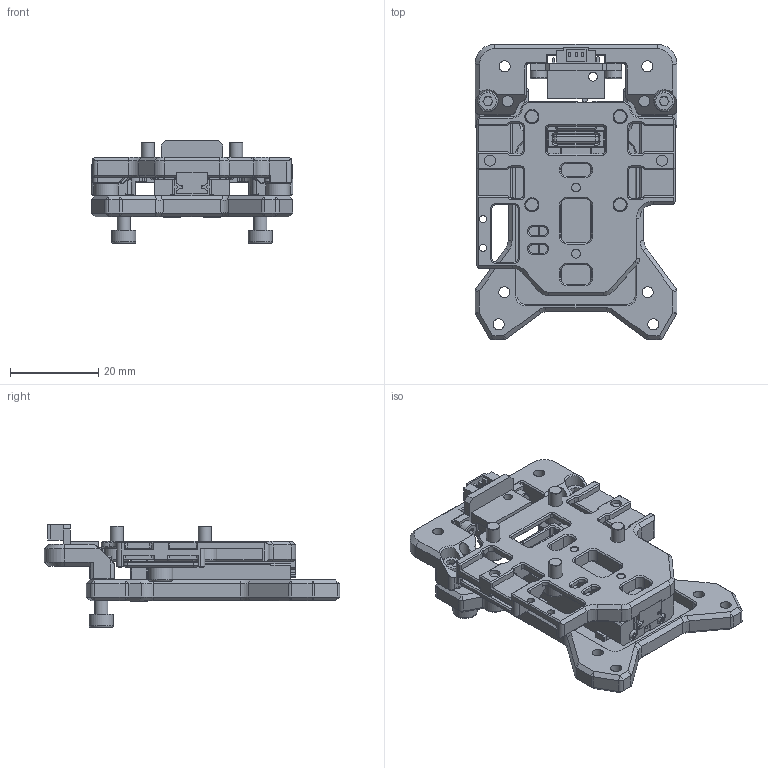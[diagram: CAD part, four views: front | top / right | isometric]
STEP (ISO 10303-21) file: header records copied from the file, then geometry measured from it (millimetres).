
FILE_DESCRIPTION(/* description */ (''),/* implementation_level */ '2;1');
FILE_NAME(/* name */ 'CNC VORON TAP V1.0.step',/* time_stamp */ '2024-08-29T21:29:15+08:00',/* author */ (''),/* organization */ (''),/* preprocessor_version */ 'ST-DEVELOPER v20',/* originating_system */ 'Autodesk Translation Framework v13.14.0.145',/* authorisation */ '');
FILE_SCHEMA (('AUTOMOTIVE_DESIGN { 1 0 10303 214 3 1 1 }'));
Length unit declared in the file: millimetre
Products named in the file (16): CNC VORON TAP V1.0; MGN7; Rail_BaseModel20221201115606(2); NEZI-M2x6L-2_BaseModel20221201115606(2); x carriage center1_7(2); CNC_Tap_Sensor; hexagon socket head cap screws gb_GB_FASTENER_SCREWS_HSHCS M3X5-N(2); hexagon socket head cap screws gb_GB_FASTENER_SCREWS_HSHCS M2.5X6-N(2
); hexagon socket head cap screws gb_GB_FASTENER_SCREWS_HSHCS M2X4-N(2); hexagon socket head cap screws gb_GB_FASTENER_SCREWS_HSHCS M3X12-N(2); Sensor fixing seat1; Tool head mounting plate1; Magnet bracket; MGN7-H-1.step.step; Magnet; M2x4 FHCS
Assembly tree (29 placements, depth 3):
  CNC VORON TAP V1.0
    MGN7
      Rail_BaseModel20221201115606(2)
      NEZI-M2x6L-2_BaseModel20221201115606(2)  x2
    x carriage center1_7(2)
    CNC_Tap_Sensor
    hexagon socket head cap screws gb_GB_FASTENER_SCREWS_HSHCS M3X5-N(2)  x6
    hexagon socket head cap screws gb_GB_FASTENER_SCREWS_HSHCS M2.5X6-N(2
)  x2
    hexagon socket head cap screws gb_GB_FASTENER_SCREWS_HSHCS M2X4-N(2)  x2
    hexagon socket head cap screws gb_GB_FASTENER_SCREWS_HSHCS M3X12-N(2)  x2
    Sensor fixing seat1
    Tool head mounting plate1
    Magnet bracket
    MGN7-H-1.step.step
    Magnet
    M2x4 FHCS  x6
Bounding box: 45.8 x 66.97 x 23.33 mm (x, y, z)
Volume: 16768.8 mm3; surface area: 19220.8 mm2
Topology: 32 solids, 32 shells, 2041 faces, 5086 edges, 3129 vertices
Faces by surface type: plane 1322, cylinder 368, cone 325, torus 12, sphere 12, bspline 2
Full cylindrical faces by diameter (mm): 0.8 x2, 1.6 x8, 2 x17, 2.05 x2, 2.4 x6, 2.5 x12, 2.6 x2, 2.659 x4, 3 x8, 3.2 x8, 3.8 x4, 4 x8, 4.2 x2, 4.5 x2, 4.7 x2, 5.5 x8
Entity records: 53845 total; most frequent: CARTESIAN_POINT 9457, DIRECTION 9197, ORIENTED_EDGE 9002, EDGE_CURVE 4501, LINE 3301, VECTOR 3301, AXIS2_PLACEMENT_3D 2948, VERTEX_POINT 2779
